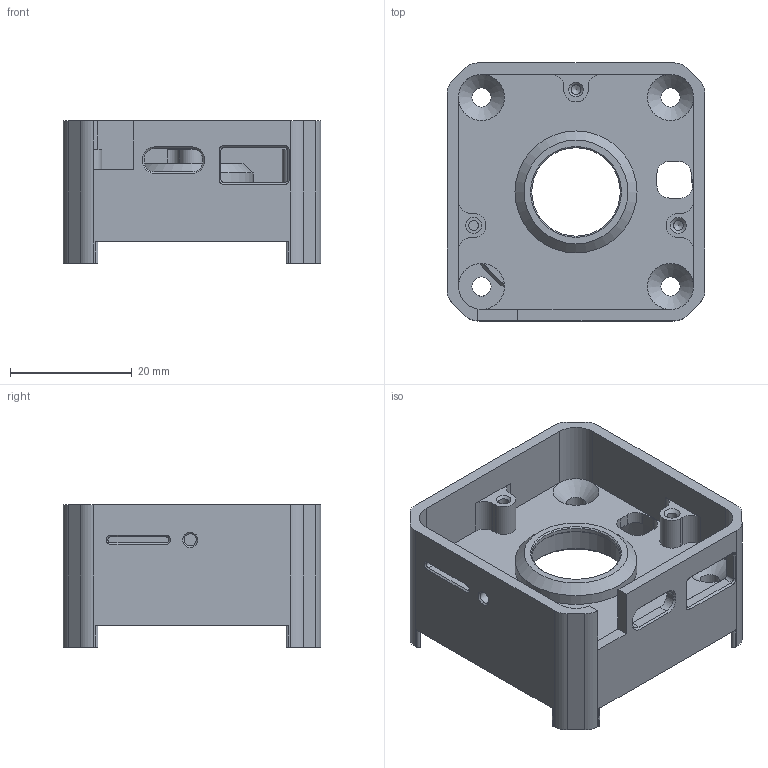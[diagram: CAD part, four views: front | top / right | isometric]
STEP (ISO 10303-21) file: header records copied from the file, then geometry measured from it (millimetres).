
FILE_DESCRIPTION(/* description */ (''),/* implementation_level */ '2;1');
FILE_NAME(/* name */ 'Servo v24.step',/* time_stamp */ '2023-08-12T15:13:54-07:00',/* author */ (''),/* organization */ (''),/* preprocessor_version */ 'ST-DEVELOPER v20',/* originating_system */ 'Autodesk Translation Framework v12.9.0.99',/* authorisation */ '');
FILE_SCHEMA (('AUTOMOTIVE_DESIGN { 1 0 10303 214 3 1 1 }'));
Length unit declared in the file: millimetre
Products named in the file (1): Servo
Bounding box: 42.3 x 42.3 x 23.35 mm (x, y, z)
Volume: 10548.6 mm3; surface area: 9657.7 mm2
Topology: 1 solids, 1 shells, 142 faces, 386 edges, 243 vertices
Faces by surface type: cylinder 59, plane 57, cone 26
Full cylindrical faces by diameter (mm): 1.623 x3, 2 x1, 3.15 x4, 14.5 x1, 16.01 x1, 20.01 x1, 38.3 x1
Entity records: 4680 total; most frequent: DIRECTION 817, CARTESIAN_POINT 783, ORIENTED_EDGE 766, EDGE_CURVE 383, AXIS2_PLACEMENT_3D 293, VERTEX_POINT 243, LINE 231, VECTOR 231
